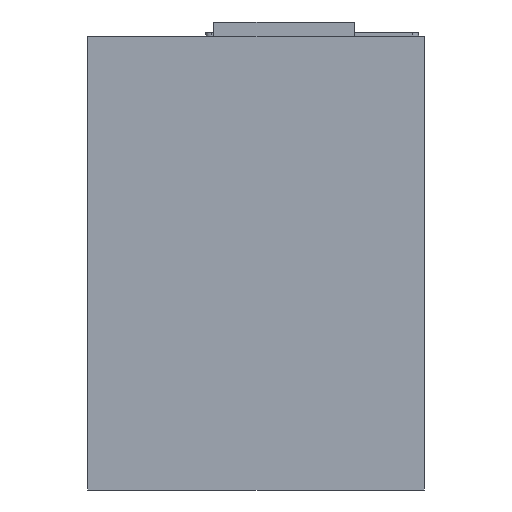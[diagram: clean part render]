
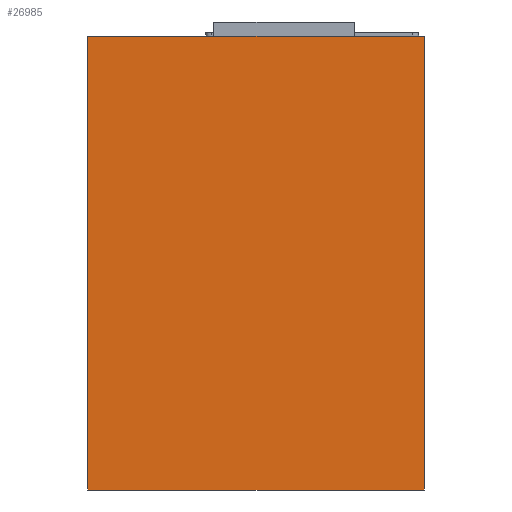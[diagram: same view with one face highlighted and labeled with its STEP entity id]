
A CAD part, left-side view. The second image highlights one B-rep face of the part: STEP entity #26985.
In plain terms, the highlighted planar face has unit normal (-1, 0, 0).
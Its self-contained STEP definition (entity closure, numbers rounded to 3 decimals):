
#3516=FACE_OUTER_BOUND('',#5086,.T.);
#5086=EDGE_LOOP('',(#24330,#24331,#24332,#24333));
#6110=LINE('',#39094,#8674);
#7643=LINE('',#50036,#10207);
#7649=LINE('',#50048,#10213);
#7650=LINE('',#50050,#10214);
#8674=VECTOR('',#29471,10.);
#10207=VECTOR('',#31998,10.);
#10213=VECTOR('',#32006,10.);
#10214=VECTOR('',#32009,10.);
#11236=VERTEX_POINT('',#39091);
#11237=VERTEX_POINT('',#39093);
#12785=VERTEX_POINT('',#50034);
#12790=VERTEX_POINT('',#50046);
#14314=EDGE_CURVE('',#11236,#11237,#6110,.T.);
#16637=EDGE_CURVE('',#11236,#12785,#7643,.T.);
#16643=EDGE_CURVE('',#12785,#12790,#7649,.T.);
#16644=EDGE_CURVE('',#11237,#12790,#7650,.T.);
#24330=ORIENTED_EDGE('',*,*,#16637,.T.);
#24331=ORIENTED_EDGE('',*,*,#16643,.T.);
#24332=ORIENTED_EDGE('',*,*,#16644,.F.);
#24333=ORIENTED_EDGE('',*,*,#14314,.F.);
#25142=PLANE('',#27823);
#26985=ADVANCED_FACE('',(#3516),#25142,.T.);
#27823=AXIS2_PLACEMENT_3D('',#50049,#32007,#32008);
#29471=DIRECTION('',(0.,0.,-1.));
#31998=DIRECTION('',(0.,1.,0.));
#32006=DIRECTION('',(0.,0.,-1.));
#32007=DIRECTION('center_axis',(-1.,0.,0.));
#32008=DIRECTION('ref_axis',(0.,1.,0.));
#32009=DIRECTION('',(0.,1.,0.));
#39091=CARTESIAN_POINT('',(-150.,-250.,-25.));
#39093=CARTESIAN_POINT('',(-150.,-250.,-835.));
#39094=CARTESIAN_POINT('',(-150.,-250.,-25.));
#50034=CARTESIAN_POINT('',(-150.,350.,-25.));
#50036=CARTESIAN_POINT('',(-150.,-250.,-25.));
#50046=CARTESIAN_POINT('',(-150.,350.,-835.));
#50048=CARTESIAN_POINT('',(-150.,350.,-25.));
#50049=CARTESIAN_POINT('Origin',(-150.,-250.,-25.));
#50050=CARTESIAN_POINT('',(-150.,-250.,-835.));
